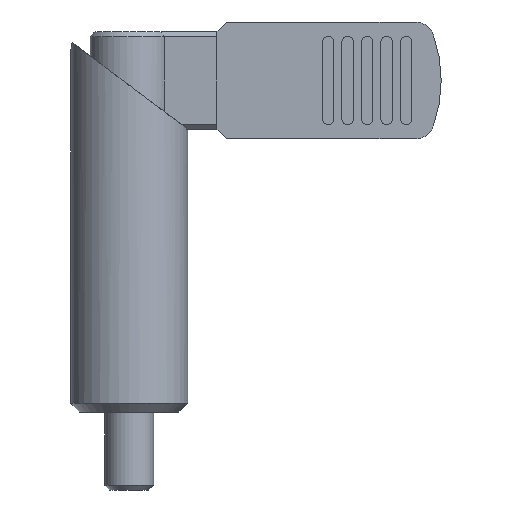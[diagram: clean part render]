
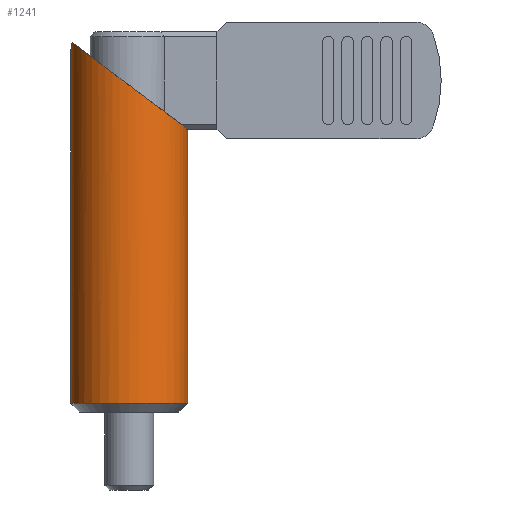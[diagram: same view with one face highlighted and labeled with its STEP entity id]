
A CAD part, front view. The second image highlights one B-rep face of the part: STEP entity #1241.
In plain terms, the highlighted cylindrical face has radius 6 mm (diameter 12 mm), a partial arc.
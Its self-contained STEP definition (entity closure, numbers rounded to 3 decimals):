
#599=VERTEX_POINT('',#1600);
#775=VERTEX_POINT('',#1798);
#1019=EDGE_CURVE('',#1481,#599,#2063,.T.);
#1147=VERTEX_POINT('',#2203);
#1241=ADVANCED_FACE('',(#2308),#2309,.T.);
#1245=EDGE_CURVE('',#775,#1481,#2313,.T.);
#1261=EDGE_CURVE('',#775,#1147,#2331,.T.);
#1277=EDGE_CURVE('',#1331,#1147,#2347,.T.);
#1331=VERTEX_POINT('',#2416);
#1479=EDGE_CURVE('',#1331,#599,#2584,.T.);
#1481=VERTEX_POINT('',#2586);
#1600=CARTESIAN_POINT('',(-6.,0.,37.138));
#1798=CARTESIAN_POINT('',(6.0,0.,29.0));
#2063=B_SPLINE_CURVE_WITH_KNOTS('',3,(#3344,#3345,#3346,#3347,#3348,#3349,#3350,#3351),.UNSPECIFIED.,.F.,.F.,(4,2,2,4),(0.61,1.044,1.566,2.087),.UNSPECIFIED.);
#2203=CARTESIAN_POINT('',(6.0,0.,0.9));
#2308=FACE_OUTER_BOUND('',#3698,.T.);
#2309=CYLINDRICAL_SURFACE('',#3699,6.0);
#2313=ELLIPSE('',#3704,7.5,6.0);
#2331=LINE('',#3727,#3728);
#2347=CIRCLE('',#3755,6.0);
#2416=CARTESIAN_POINT('',(-6.0,0.,0.9));
#2584=LINE('',#4068,#4069);
#2586=CARTESIAN_POINT('',(-5.871,-1.236,37.904));
#3344=CARTESIAN_POINT('',(-5.871,-1.236,37.904));
#3345=CARTESIAN_POINT('',(-5.886,-1.168,37.767));
#3346=CARTESIAN_POINT('',(-5.903,-1.077,37.643));
#3347=CARTESIAN_POINT('',(-5.94,-0.854,37.42));
#3348=CARTESIAN_POINT('',(-5.962,-0.699,37.313));
#3349=CARTESIAN_POINT('',(-5.992,-0.359,37.172));
#3350=CARTESIAN_POINT('',(-6.,-0.174,37.138));
#3351=CARTESIAN_POINT('',(-6.,0.,37.138));
#3698=EDGE_LOOP('',(#4991,#4992,#4993,#4994,#4995));
#3699=AXIS2_PLACEMENT_3D('',#4996,#4997,#4998);
#3704=AXIS2_PLACEMENT_3D('',#4999,#5000,#5001);
#3727=CARTESIAN_POINT('',(6.0,0.,19.45));
#3728=VECTOR('',#5021,1.0);
#3755=AXIS2_PLACEMENT_3D('',#5032,#5033,#5034);
#4068=CARTESIAN_POINT('',(-6.0,0.,19.45));
#4069=VECTOR('',#5343,1.0);
#4991=ORIENTED_EDGE('',*,*,#1479,.F.);
#4992=ORIENTED_EDGE('',*,*,#1277,.T.);
#4993=ORIENTED_EDGE('',*,*,#1261,.F.);
#4994=ORIENTED_EDGE('',*,*,#1245,.T.);
#4995=ORIENTED_EDGE('',*,*,#1019,.T.);
#4996=CARTESIAN_POINT('',(0.,0.,19.45));
#4997=DIRECTION('',(0.,0.,-1.0));
#4998=DIRECTION('',(-1.0,0.,0.));
#4999=CARTESIAN_POINT('',(0.,0.,33.5));
#5000=DIRECTION('',(-0.6,0.,-0.8));
#5001=DIRECTION('',(-0.8,0.,0.6));
#5021=DIRECTION('',(0.,0.,-1.0));
#5032=CARTESIAN_POINT('',(0.,0.,0.9));
#5033=DIRECTION('',(0.,0.,1.0));
#5034=DIRECTION('',(-1.0,0.,0.));
#5343=DIRECTION('',(0.,0.,1.0));
